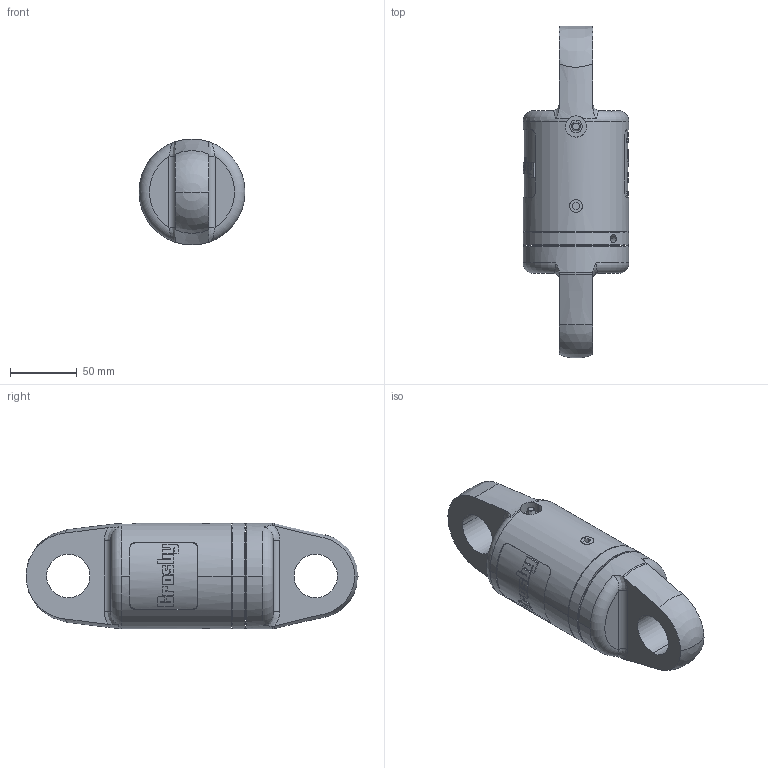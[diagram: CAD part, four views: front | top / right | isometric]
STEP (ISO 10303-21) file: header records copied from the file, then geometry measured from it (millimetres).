
FILE_DESCRIPTION((''),'2;1');
FILE_NAME('CROSBY_SWIVEL_05-S-5_297253','2008-07-24T',('adoughty'),('The Crosby Group, Inc.'),'PRO/ENGINEER BY PARAMETRIC TECHNOLOGY CORPORATION, 2005070','PRO/ENGINEER BY PARAMETRIC TECHNOLOGY CORPORATION, 2005070','');
FILE_SCHEMA(('CONFIG_CONTROL_DESIGN'));
Length unit declared in the file: inch
Products named in the file (1): CROSBY_SWIVEL_05-S-5_297253
Bounding box: 79.5 x 249.1 x 79.5 mm (x, y, z)
Volume: 625596 mm3; surface area: 108729.5 mm2
Topology: 2 solids, 2 shells, 1052 faces, 2928 edges, 1932 vertices
Faces by surface type: plane 812, cylinder 142, extrusion 36, torus 31, cone 14, bspline 13, sphere 4
Entity records: 36865 total; most frequent: CARTESIAN_POINT 11117, ORIENTED_EDGE 5848, DIRECTION 4659, EDGE_CURVE 2924, VERTEX_POINT 1932, AXIS2_PLACEMENT_3D 1642, VECTOR 1375, LINE 1339
